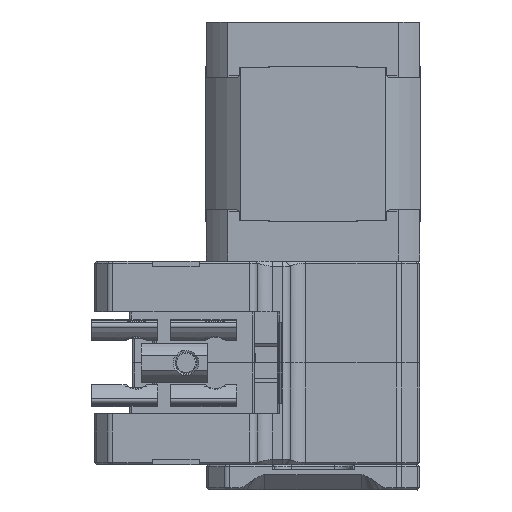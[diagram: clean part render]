
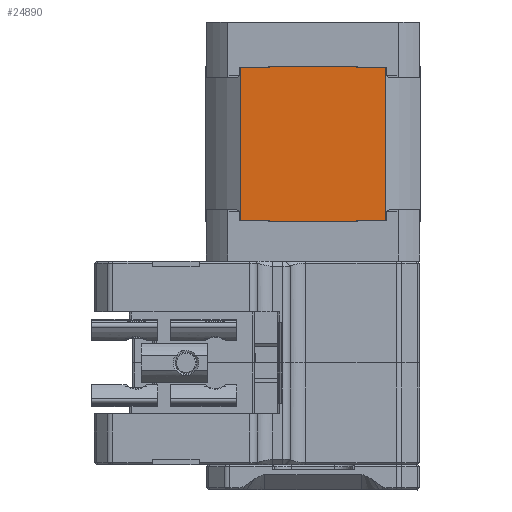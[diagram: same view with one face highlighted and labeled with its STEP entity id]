
A CAD part, left-side view. The second image highlights one B-rep face of the part: STEP entity #24890.
In plain terms, the highlighted planar face has unit normal (-1, 0, 0).
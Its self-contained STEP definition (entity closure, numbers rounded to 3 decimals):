
#2124=PLANE('',#27640);
#3491=FACE_OUTER_BOUND('',#5009,.T.);
#5009=EDGE_LOOP('',(#23025,#23026,#23027,#23028,#23029,#23030,#23031,#23032,
#23033,#23034,#23035,#23036));
#6920=LINE('',#45977,#9007);
#6923=LINE('',#45988,#9010);
#6925=LINE('',#45997,#9012);
#6927=LINE('',#46001,#9014);
#6929=LINE('',#46004,#9016);
#7128=LINE('',#46678,#9215);
#7130=LINE('',#46685,#9217);
#7131=LINE('',#46687,#9218);
#7132=LINE('',#46689,#9219);
#7133=LINE('',#46691,#9220);
#7134=LINE('',#46693,#9221);
#7135=LINE('',#46694,#9222);
#9007=VECTOR('',#34121,30.2);
#9010=VECTOR('',#34130,0.1);
#9012=VECTOR('',#34138,0.1);
#9014=VECTOR('',#34144,5.724);
#9016=VECTOR('',#34148,5.724);
#9215=VECTOR('',#34803,17.012);
#9217=VECTOR('',#34811,0.1);
#9218=VECTOR('',#34812,5.724);
#9219=VECTOR('',#34813,30.2);
#9220=VECTOR('',#34814,5.724);
#9221=VECTOR('',#34815,0.1);
#9222=VECTOR('',#34816,17.012);
#12353=VERTEX_POINT('',#45974);
#12354=VERTEX_POINT('',#45976);
#12358=VERTEX_POINT('',#45985);
#12359=VERTEX_POINT('',#45987);
#12362=VERTEX_POINT('',#45994);
#12363=VERTEX_POINT('',#45996);
#12580=VERTEX_POINT('',#46676);
#12582=VERTEX_POINT('',#46684);
#12583=VERTEX_POINT('',#46686);
#12584=VERTEX_POINT('',#46688);
#12585=VERTEX_POINT('',#46690);
#12586=VERTEX_POINT('',#46692);
#15755=EDGE_CURVE('',#12354,#12353,#6920,.T.);
#15760=EDGE_CURVE('',#12359,#12358,#6923,.T.);
#15764=EDGE_CURVE('',#12363,#12362,#6925,.T.);
#15767=EDGE_CURVE('',#12353,#12363,#6927,.T.);
#15769=EDGE_CURVE('',#12358,#12354,#6929,.T.);
#16090=EDGE_CURVE('',#12362,#12580,#7128,.T.);
#16093=EDGE_CURVE('',#12580,#12582,#7130,.T.);
#16094=EDGE_CURVE('',#12583,#12582,#7131,.T.);
#16095=EDGE_CURVE('',#12584,#12583,#7132,.T.);
#16096=EDGE_CURVE('',#12585,#12584,#7133,.T.);
#16097=EDGE_CURVE('',#12585,#12586,#7134,.T.);
#16098=EDGE_CURVE('',#12586,#12359,#7135,.T.);
#23025=ORIENTED_EDGE('',*,*,#16090,.T.);
#23026=ORIENTED_EDGE('',*,*,#16093,.T.);
#23027=ORIENTED_EDGE('',*,*,#16094,.F.);
#23028=ORIENTED_EDGE('',*,*,#16095,.F.);
#23029=ORIENTED_EDGE('',*,*,#16096,.F.);
#23030=ORIENTED_EDGE('',*,*,#16097,.T.);
#23031=ORIENTED_EDGE('',*,*,#16098,.T.);
#23032=ORIENTED_EDGE('',*,*,#15760,.T.);
#23033=ORIENTED_EDGE('',*,*,#15769,.T.);
#23034=ORIENTED_EDGE('',*,*,#15755,.T.);
#23035=ORIENTED_EDGE('',*,*,#15767,.T.);
#23036=ORIENTED_EDGE('',*,*,#15764,.T.);
#24890=ADVANCED_FACE('',(#3491),#2124,.T.);
#27640=AXIS2_PLACEMENT_3D('',#46683,#34809,#34810);
#34121=DIRECTION('',(0.,0.,-1.));
#34130=DIRECTION('',(0.,0.,-1.));
#34138=DIRECTION('',(0.,0.,-1.));
#34144=DIRECTION('',(0.,-1.,0.));
#34148=DIRECTION('',(0.,1.,0.));
#34803=DIRECTION('',(0.,-1.,0.));
#34809=DIRECTION('center_axis',(-1.,0.,0.));
#34810=DIRECTION('ref_axis',(0.,0.,1.));
#34811=DIRECTION('',(0.,0.,1.));
#34812=DIRECTION('',(0.,1.,0.));
#34813=DIRECTION('',(0.,0.,-1.));
#34814=DIRECTION('',(0.,-1.,0.));
#34815=DIRECTION('',(0.,0.,1.));
#34816=DIRECTION('',(0.,1.,0.));
#45974=CARTESIAN_POINT('',(-21.1,14.23,-19.54));
#45976=CARTESIAN_POINT('',(-21.1,14.23,10.66));
#45977=CARTESIAN_POINT('',(-21.1,14.23,10.66));
#45985=CARTESIAN_POINT('',(-21.1,8.506,10.66));
#45987=CARTESIAN_POINT('',(-21.1,8.506,10.76));
#45988=CARTESIAN_POINT('',(-21.1,8.506,10.76));
#45994=CARTESIAN_POINT('',(-21.1,8.506,-19.64));
#45996=CARTESIAN_POINT('',(-21.1,8.506,-19.54));
#45997=CARTESIAN_POINT('',(-21.1,8.506,-19.54));
#46001=CARTESIAN_POINT('',(-21.1,14.23,-19.54));
#46004=CARTESIAN_POINT('',(-21.1,8.506,10.66));
#46676=CARTESIAN_POINT('',(-21.1,-8.506,-19.64));
#46678=CARTESIAN_POINT('',(-21.1,8.506,-19.64));
#46683=CARTESIAN_POINT('Origin',(-21.1,-14.231,-19.641));
#46684=CARTESIAN_POINT('',(-21.1,-8.506,-19.54));
#46685=CARTESIAN_POINT('',(-21.1,-8.506,-19.64));
#46686=CARTESIAN_POINT('',(-21.1,-14.23,-19.54));
#46687=CARTESIAN_POINT('',(-21.1,-14.23,-19.54));
#46688=CARTESIAN_POINT('',(-21.1,-14.23,10.66));
#46689=CARTESIAN_POINT('',(-21.1,-14.23,10.66));
#46690=CARTESIAN_POINT('',(-21.1,-8.506,10.66));
#46691=CARTESIAN_POINT('',(-21.1,-8.506,10.66));
#46692=CARTESIAN_POINT('',(-21.1,-8.506,10.76));
#46693=CARTESIAN_POINT('',(-21.1,-8.506,10.66));
#46694=CARTESIAN_POINT('',(-21.1,-8.506,10.76));
